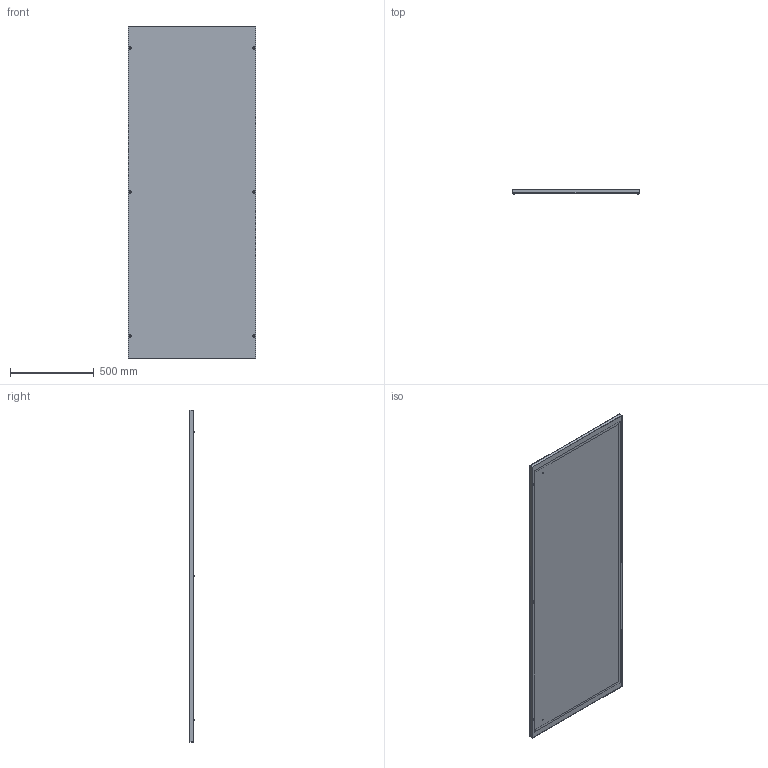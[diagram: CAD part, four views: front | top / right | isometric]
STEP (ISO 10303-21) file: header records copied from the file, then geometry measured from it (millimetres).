
FILE_DESCRIPTION (( 'STEP AP203' ), '1' );
FILE_NAME ('DLK208.step', '2021-06-30T17:18:06', ( 'ADC123' ), ( 'Microsoft' ), 'SwSTEP 2.0', 'SolidWorks 2021', '' );
FILE_SCHEMA (( 'CONFIG_CONTROL_DESIGN' ));
Length unit declared in the file: inch
Products named in the file (1): DLK208
Bounding box: 759 x 25.2 x 1984 mm (x, y, z)
Volume: 2850904.8 mm3; surface area: 3440712.3 mm2
Topology: 13 solids, 13 shells, 243 faces, 586 edges, 390 vertices
Faces by surface type: plane 125, cylinder 98, bspline 12, cone 8
Full cylindrical faces by diameter (mm): 6 x8, 7 x2, 9 x6, 14 x6
Entity records: 8387 total; most frequent: CARTESIAN_POINT 2690, DIRECTION 1184, ORIENTED_EDGE 1088, EDGE_CURVE 544, AXIS2_PLACEMENT_3D 428, VERTEX_POINT 384, LINE 328, VECTOR 328
